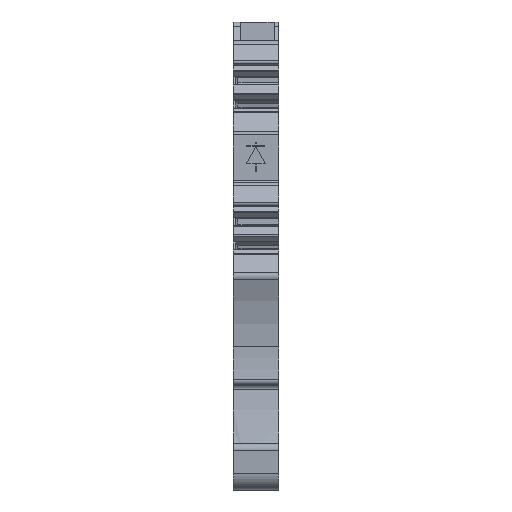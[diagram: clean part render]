
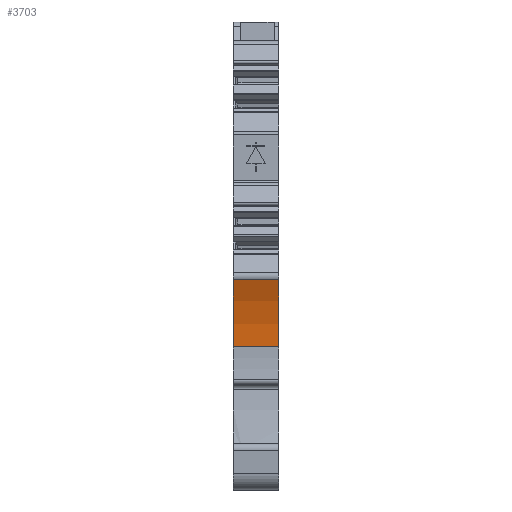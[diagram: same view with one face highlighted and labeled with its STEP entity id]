
A CAD part, front view. The second image highlights one B-rep face of the part: STEP entity #3703.
In plain terms, the highlighted cylindrical face has radius 20 mm (diameter 40 mm), a partial arc.
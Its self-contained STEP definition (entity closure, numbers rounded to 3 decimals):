
#1557=AXIS2_PLACEMENT_3D('Circle Axis2P3D',#1555,#1556,$) ;
#3683=AXIS2_PLACEMENT_3D('Cylinder Axis2P3D',#3680,#3681,#3682) ;
#3694=AXIS2_PLACEMENT_3D('Circle Axis2P3D',#3692,#3693,$) ;
#1552=CARTESIAN_POINT('Vertex',(5.1,0.086,23.838)) ;
#1555=CARTESIAN_POINT('Axis2P3D Location',(5.1,-18.112,15.54)) ;
#1559=CARTESIAN_POINT('Vertex',(5.1,1.877,16.2)) ;
#3661=CARTESIAN_POINT('Line Origine',(2.55,1.877,16.2)) ;
#3665=CARTESIAN_POINT('Vertex',(0.,1.877,16.2)) ;
#3680=CARTESIAN_POINT('Axis2P3D Location',(2.55,-18.112,15.54)) ;
#3685=CARTESIAN_POINT('Line Origine',(2.55,0.086,23.838)) ;
#3689=CARTESIAN_POINT('Vertex',(0.,0.086,23.838)) ;
#3692=CARTESIAN_POINT('Axis2P3D Location',(0.,-18.112,15.54)) ;
#1556=DIRECTION('Axis2P3D Direction',(-1.,0.,0.)) ;
#3662=DIRECTION('Vector Direction',(-1.,0.,0.)) ;
#3681=DIRECTION('Axis2P3D Direction',(-1.,0.,0.)) ;
#3682=DIRECTION('Axis2P3D XDirection',(0.,0.91,0.415)) ;
#3686=DIRECTION('Vector Direction',(-1.,0.,0.)) ;
#3693=DIRECTION('Axis2P3D Direction',(-1.,0.,0.)) ;
#3663=VECTOR('Line Direction',#3662,1.) ;
#3687=VECTOR('Line Direction',#3686,1.) ;
#3698=ORIENTED_EDGE('',*,*,#1561,.T.) ;
#3699=ORIENTED_EDGE('',*,*,#3691,.F.) ;
#3700=ORIENTED_EDGE('',*,*,#3696,.F.) ;
#3701=ORIENTED_EDGE('',*,*,#3667,.T.) ;
#3703=ADVANCED_FACE('ZDK_2-5_D-9',(#3702),#3684,.F.) ;
#1558=CIRCLE('generated circle',#1557,20.) ;
#3695=CIRCLE('generated circle',#3694,20.) ;
#3684=CYLINDRICAL_SURFACE('generated cylinder',#3683,20.) ;
#1561=EDGE_CURVE('',#1560,#1553,#1558,.F.) ;
#3667=EDGE_CURVE('',#3666,#1560,#3664,.F.) ;
#3691=EDGE_CURVE('',#3690,#1553,#3688,.F.) ;
#3696=EDGE_CURVE('',#3666,#3690,#3695,.F.) ;
#3697=EDGE_LOOP('',(#3698,#3699,#3700,#3701)) ;
#3702=FACE_OUTER_BOUND('',#3697,.T.) ;
#3664=LINE('Line',#3661,#3663) ;
#3688=LINE('Line',#3685,#3687) ;
#1553=VERTEX_POINT('',#1552) ;
#1560=VERTEX_POINT('',#1559) ;
#3666=VERTEX_POINT('',#3665) ;
#3690=VERTEX_POINT('',#3689) ;
